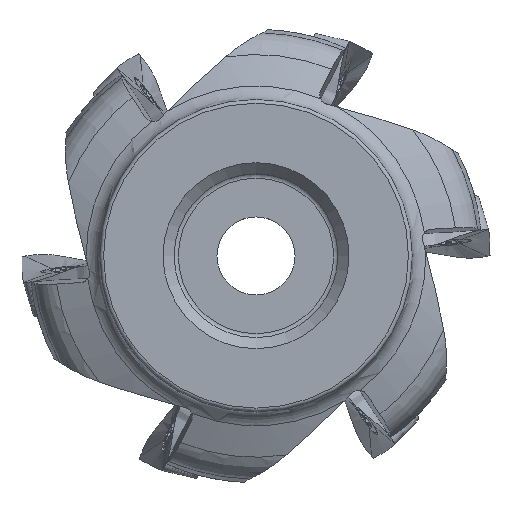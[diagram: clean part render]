
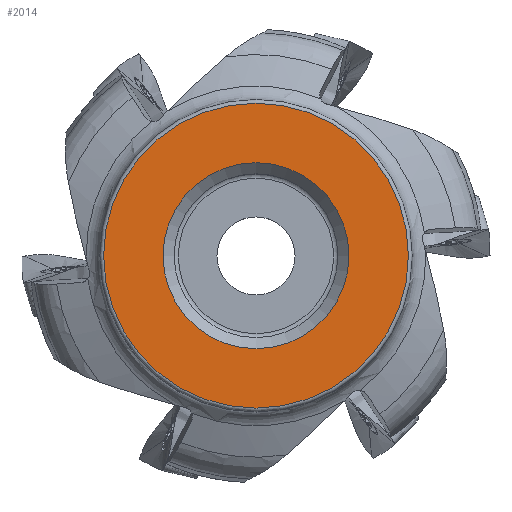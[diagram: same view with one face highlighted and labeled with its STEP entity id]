
A CAD part, top view. The second image highlights one B-rep face of the part: STEP entity #2014.
In plain terms, the highlighted planar face has unit normal (0, 0, 1).
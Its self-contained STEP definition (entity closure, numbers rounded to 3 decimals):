
#543=PLANE('',#8775);
#2014=ADVANCED_FACE('CU_BACK_F001',(#2955,#2956),#543,.F.);
#2955=FACE_BOUND('',#3211,.T.);
#2956=FACE_BOUND('',#3212,.T.);
#3211=EDGE_LOOP('',(#4148));
#3212=EDGE_LOOP('',(#4149));
#4148=ORIENTED_EDGE('',*,*,#7298,.T.);
#4149=ORIENTED_EDGE('',*,*,#7299,.F.);
#6391=VERTEX_POINT('',#13598);
#6392=VERTEX_POINT('',#13600);
#7298=EDGE_CURVE('',#6391,#6391,#8252,.T.);
#7299=EDGE_CURVE('',#6392,#6392,#8253,.T.);
#8252=CIRCLE('',#8773,20.5);
#8253=CIRCLE('',#8774,12.505);
#8773=AXIS2_PLACEMENT_3D('',#13597,#9957,#9958);
#8774=AXIS2_PLACEMENT_3D('',#13599,#9959,#9960);
#8775=AXIS2_PLACEMENT_3D('',#13601,#9961,#9962);
#9957=DIRECTION('',(0.,0.,1.));
#9958=DIRECTION('',(-1.,0.,0.));
#9959=DIRECTION('',(0.,0.,1.));
#9960=DIRECTION('',(1.,0.,0.));
#9961=DIRECTION('',(0.,0.,-1.));
#9962=DIRECTION('',(-1.,0.,0.));
#13597=CARTESIAN_POINT('',(0.,0.,0.));
#13598=CARTESIAN_POINT('',(-20.5,0.,0.));
#13599=CARTESIAN_POINT('',(0.,0.,0.));
#13600=CARTESIAN_POINT('',(12.505,0.,0.));
#13601=CARTESIAN_POINT('',(-21.,0.,0.));
